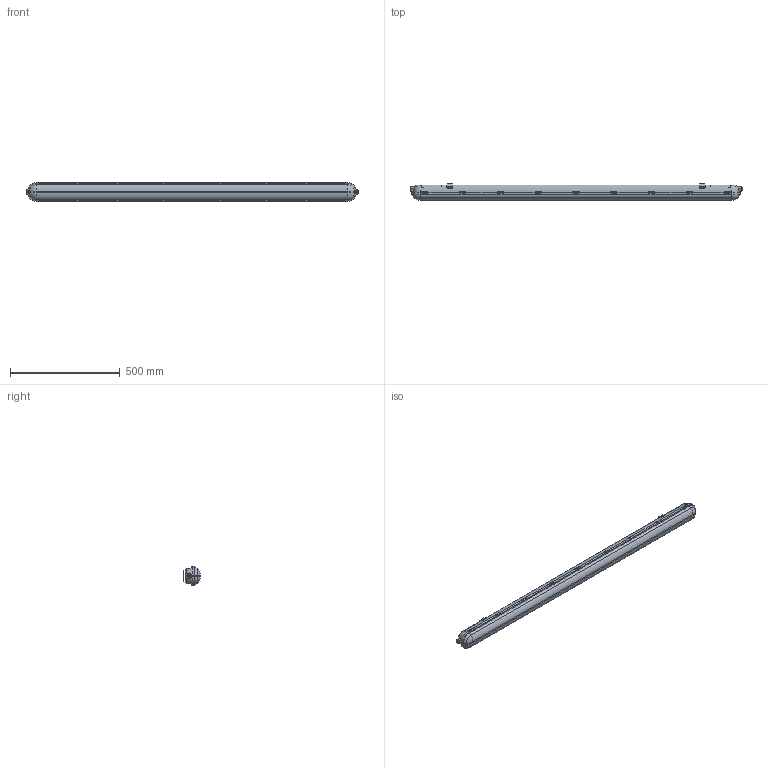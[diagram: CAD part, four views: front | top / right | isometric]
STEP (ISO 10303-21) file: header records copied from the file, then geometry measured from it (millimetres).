
FILE_DESCRIPTION (( 'STEP AP214' ), '1' );
FILE_NAME ('Ñâåòèëüíèê ÄÑÏ 1423 50Âò 6500Ê IP65 1500ìì IEK.STEP', '2019-02-06T08:55:53', ( '' ), ( '' ), 'SwSTEP 2.0', 'SolidWorks 2014', '' );
FILE_SCHEMA (( 'AUTOMOTIVE_DESIGN' ));
Length unit declared in the file: millimetre
Products named in the file (1): Ñâåòèëüíèê ÄÑÏ 1423 50Âò 6500Ê IP65 1500ìì IEK
Bounding box: 1515 x 76.2 x 86.75 mm (x, y, z)
Volume: 6832733.6 mm3; surface area: 455303.9 mm2
Topology: 1 solids, 3 shells, 1158 faces, 3392 edges, 2232 vertices
Faces by surface type: plane 684, cylinder 414, torus 38, cone 22
Entity records: 39184 total; most frequent: CARTESIAN_POINT 7177, DIRECTION 6860, ORIENTED_EDGE 6784, EDGE_CURVE 3392, AXIS2_PLACEMENT_3D 2351, VERTEX_POINT 2232, VECTOR 2158, LINE 2158
